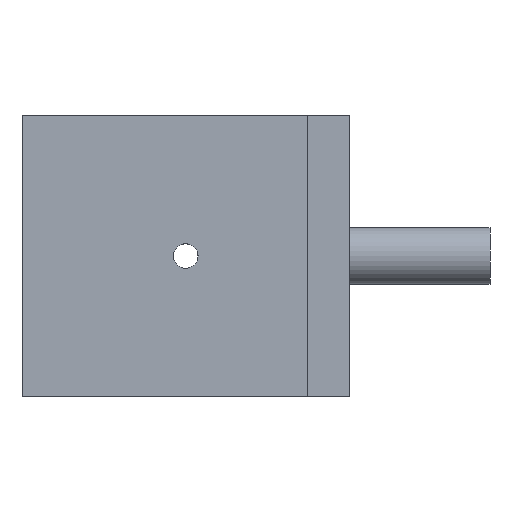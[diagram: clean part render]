
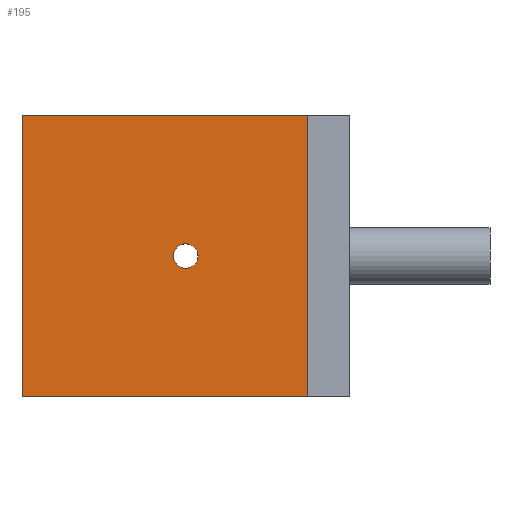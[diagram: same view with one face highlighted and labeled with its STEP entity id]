
A CAD part, top view. The second image highlights one B-rep face of the part: STEP entity #195.
In plain terms, the highlighted planar face has unit normal (0, 0, 1).
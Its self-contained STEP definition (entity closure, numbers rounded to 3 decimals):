
#16=FACE_BOUND('',#49,.T.);
#25=PLANE('',#224);
#36=FACE_OUTER_BOUND('',#48,.T.);
#48=EDGE_LOOP('',(#174,#175,#176,#177));
#49=EDGE_LOOP('',(#178));
#61=LINE('',#310,#81);
#66=LINE('',#318,#86);
#68=LINE('',#323,#88);
#71=LINE('',#327,#91);
#81=VECTOR('',#257,10.);
#86=VECTOR('',#264,10.);
#88=VECTOR('',#268,10.);
#91=VECTOR('',#273,10.);
#95=CIRCLE('',#217,0.875);
#99=VERTEX_POINT('',#289);
#106=VERTEX_POINT('',#308);
#107=VERTEX_POINT('',#309);
#109=VERTEX_POINT('',#316);
#111=VERTEX_POINT('',#322);
#117=EDGE_CURVE('',#99,#99,#95,.T.);
#125=EDGE_CURVE('',#106,#107,#61,.T.);
#130=EDGE_CURVE('',#107,#109,#66,.T.);
#132=EDGE_CURVE('',#111,#106,#68,.T.);
#135=EDGE_CURVE('',#109,#111,#71,.T.);
#174=ORIENTED_EDGE('',*,*,#135,.T.);
#175=ORIENTED_EDGE('',*,*,#132,.T.);
#176=ORIENTED_EDGE('',*,*,#125,.T.);
#177=ORIENTED_EDGE('',*,*,#130,.T.);
#178=ORIENTED_EDGE('',*,*,#117,.T.);
#195=ADVANCED_FACE('',(#36,#16),#25,.T.);
#217=AXIS2_PLACEMENT_3D('',#291,#242,#243);
#224=AXIS2_PLACEMENT_3D('',#328,#274,#275);
#242=DIRECTION('center_axis',(0.,0.,-1.));
#243=DIRECTION('ref_axis',(1.,0.,0.));
#257=DIRECTION('',(0.,1.,0.));
#264=DIRECTION('',(-1.,0.,0.));
#268=DIRECTION('',(1.,0.,0.));
#273=DIRECTION('',(0.,-1.,0.));
#274=DIRECTION('center_axis',(0.,0.,1.));
#275=DIRECTION('ref_axis',(1.,0.,0.));
#289=CARTESIAN_POINT('',(10.775,10.,5.));
#291=CARTESIAN_POINT('Origin',(11.65,10.,5.));
#308=CARTESIAN_POINT('',(20.3,0.,5.));
#309=CARTESIAN_POINT('',(20.3,20.,5.));
#310=CARTESIAN_POINT('',(20.3,0.,5.));
#316=CARTESIAN_POINT('',(0.,20.,5.));
#318=CARTESIAN_POINT('',(20.3,20.,5.));
#322=CARTESIAN_POINT('',(0.,0.,5.));
#323=CARTESIAN_POINT('',(0.,0.,5.));
#327=CARTESIAN_POINT('',(0.,20.,5.));
#328=CARTESIAN_POINT('Origin',(10.15,10.,5.));
